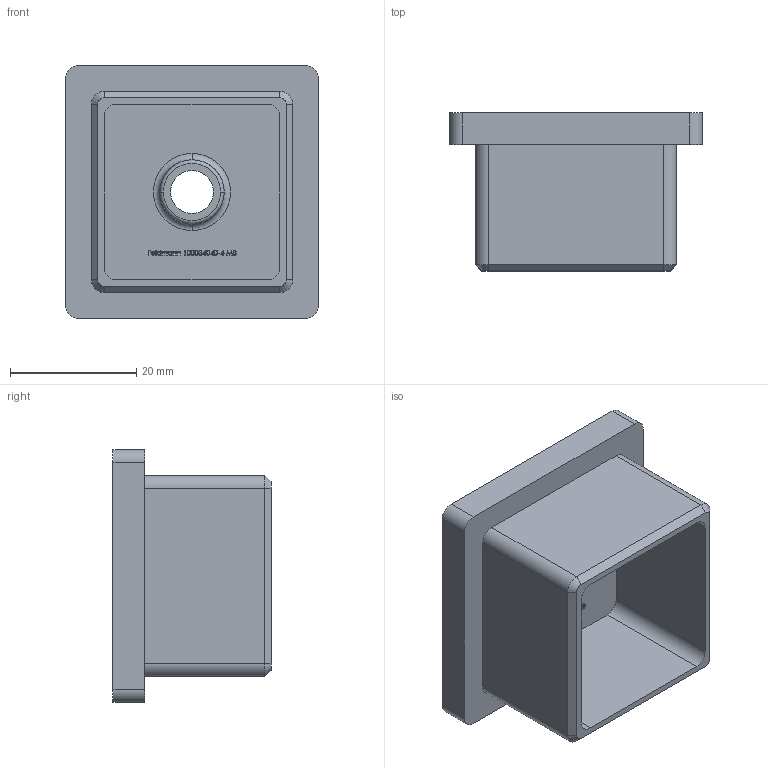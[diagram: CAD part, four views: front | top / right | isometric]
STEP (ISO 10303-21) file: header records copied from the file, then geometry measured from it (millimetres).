
FILE_DESCRIPTION (( 'STEP AP203' ), '1' );
FILE_NAME ('100034040-4-M8.step', '2018-12-19T09:26:41', ( '' ), ( '' ), 'SwSTEP 2.0', 'SolidWorks 2015', '' );
FILE_SCHEMA (( 'CONFIG_CONTROL_DESIGN' ));
Length unit declared in the file: millimetre
Products named in the file (1): 100034040-4-M8
Bounding box: 40 x 25 x 40 mm (x, y, z)
Volume: 12590.9 mm3; surface area: 8648.1 mm2
Topology: 1 solids, 1 shells, 329 faces, 855 edges, 566 vertices
Faces by surface type: plane 179, bspline 124, cylinder 14, cone 8, torus 4
Entity records: 17506 total; most frequent: CARTESIAN_POINT 10163, ORIENTED_EDGE 1710, DIRECTION 1067, EDGE_CURVE 855, VERTEX_POINT 566, LINE 559, VECTOR 559, EDGE_LOOP 369
